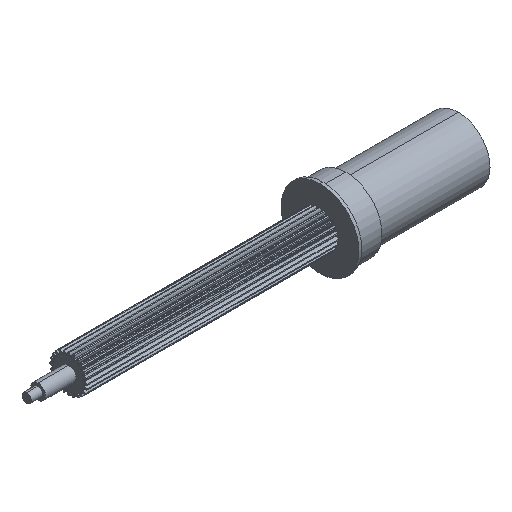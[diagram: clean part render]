
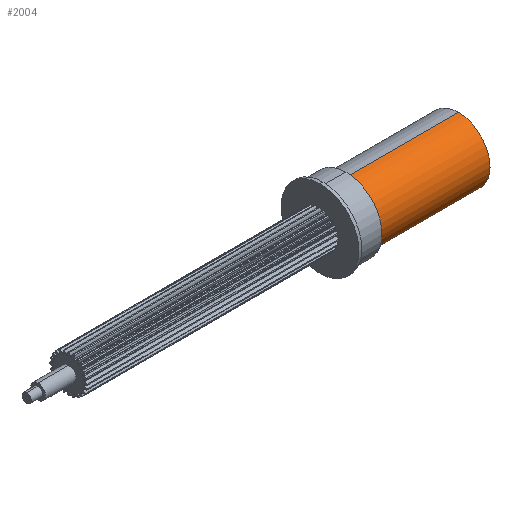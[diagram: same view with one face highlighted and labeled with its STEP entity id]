
A CAD part, isometric view. The second image highlights one B-rep face of the part: STEP entity #2004.
In plain terms, the highlighted cylindrical face has radius 11 mm (diameter 22 mm), a partial arc.
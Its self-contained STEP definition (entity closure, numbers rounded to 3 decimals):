
#258 = CARTESIAN_POINT ( 'NONE',  ( 49., 0., -11. ) ) ;
#535 = DIRECTION ( 'NONE',  ( 1., 0., 0. ) ) ;
#558 = DIRECTION ( 'NONE',  ( 0., 0., -1. ) ) ;
#691 = VERTEX_POINT ( 'NONE', #3785 ) ;
#817 = CARTESIAN_POINT ( 'NONE',  ( 49., 0., 0. ) ) ;
#1040 = ORIENTED_EDGE ( 'NONE', *, *, #4533, .T. ) ;
#1237 = CARTESIAN_POINT ( 'NONE',  ( 88., 0., 11. ) ) ;
#1316 = VERTEX_POINT ( 'NONE', #258 ) ;
#1422 = DIRECTION ( 'NONE',  ( 0., 0., -1. ) ) ;
#1450 = VECTOR ( 'NONE', #2866, 1000. ) ;
#1587 = EDGE_CURVE ( 'NONE', #4751, #691, #1904, .T. ) ;
#1777 = CARTESIAN_POINT ( 'NONE',  ( 49., 0., 11. ) ) ;
#1904 = CIRCLE ( 'NONE', #2542, 11. ) ;
#2004 = ADVANCED_FACE ( 'NONE', ( #6892 ), #8456, .T. ) ;
#2325 = ORIENTED_EDGE ( 'NONE', *, *, #1587, .F. ) ;
#2339 = EDGE_CURVE ( 'NONE', #1316, #691, #7094, .T. ) ;
#2542 = AXIS2_PLACEMENT_3D ( 'NONE', #8766, #535, #6036 ) ;
#2866 = DIRECTION ( 'NONE',  ( 1., 0., 0. ) ) ;
#3010 = EDGE_LOOP ( 'NONE', ( #5172, #1040, #8491, #2325 ) ) ;
#3785 = CARTESIAN_POINT ( 'NONE',  ( 88., 0., -11. ) ) ;
#4103 = AXIS2_PLACEMENT_3D ( 'NONE', #7932, #7963, #558 ) ;
#4533 = EDGE_CURVE ( 'NONE', #8091, #1316, #5731, .T. ) ;
#4751 = VERTEX_POINT ( 'NONE', #1237 ) ;
#4963 = CARTESIAN_POINT ( 'NONE',  ( 49., 0., -11. ) ) ;
#5172 = ORIENTED_EDGE ( 'NONE', *, *, #5819, .F. ) ;
#5205 = VECTOR ( 'NONE', #7672, 1000. ) ;
#5562 = AXIS2_PLACEMENT_3D ( 'NONE', #817, #6922, #1422 ) ;
#5731 = CIRCLE ( 'NONE', #5562, 11. ) ;
#5819 = EDGE_CURVE ( 'NONE', #8091, #4751, #6885, .T. ) ;
#6036 = DIRECTION ( 'NONE',  ( 0., 0., -1. ) ) ;
#6885 = LINE ( 'NONE', #7598, #1450 ) ;
#6892 = FACE_OUTER_BOUND ( 'NONE', #3010, .T. ) ;
#6922 = DIRECTION ( 'NONE',  ( 1., 0., 0. ) ) ;
#7094 = LINE ( 'NONE', #4963, #5205 ) ;
#7598 = CARTESIAN_POINT ( 'NONE',  ( 49., 0., 11. ) ) ;
#7672 = DIRECTION ( 'NONE',  ( 1., 0., 0. ) ) ;
#7932 = CARTESIAN_POINT ( 'NONE',  ( 49., 0., 0. ) ) ;
#7963 = DIRECTION ( 'NONE',  ( 1., 0., 0. ) ) ;
#8091 = VERTEX_POINT ( 'NONE', #1777 ) ;
#8456 = CYLINDRICAL_SURFACE ( 'NONE', #4103, 11. ) ;
#8491 = ORIENTED_EDGE ( 'NONE', *, *, #2339, .T. ) ;
#8766 = CARTESIAN_POINT ( 'NONE',  ( 88., 0., 0. ) ) ;
